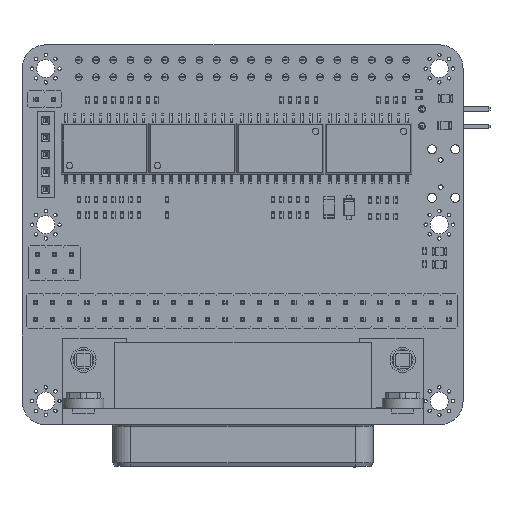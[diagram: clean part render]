
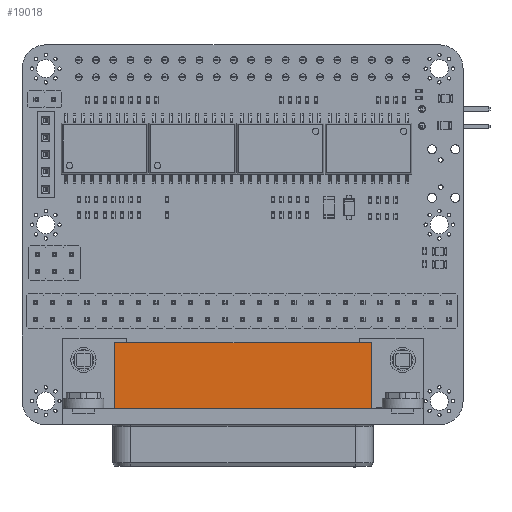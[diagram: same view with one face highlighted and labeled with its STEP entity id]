
A CAD part, top view. The second image highlights one B-rep face of the part: STEP entity #19018.
In plain terms, the highlighted face is planar.
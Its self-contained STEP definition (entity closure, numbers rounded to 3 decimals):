
#7854 = PLANE('',#7855);
#7855 = AXIS2_PLACEMENT_3D('',#7856,#7857,#7858);
#7856 = CARTESIAN_POINT('',(-26.543,-3.353,-8.484));
#7857 = DIRECTION('',(0.,0.,-1.));
#7858 = DIRECTION('',(0.,1.,0.));
#7882 = PLANE('',#7883);
#7883 = AXIS2_PLACEMENT_3D('',#7884,#7885,#7886);
#7884 = CARTESIAN_POINT('',(-18.923,0.,0.));
#7885 = DIRECTION('',(1.,0.,0.));
#7886 = DIRECTION('',(0.,0.,-1.));
#7938 = PLANE('',#7939);
#7939 = AXIS2_PLACEMENT_3D('',#7940,#7941,#7942);
#7940 = CARTESIAN_POINT('',(18.923,0.,0.));
#7941 = DIRECTION('',(1.,0.,0.));
#7942 = DIRECTION('',(0.,0.,-1.));
#14020 = VERTEX_POINT('',#14021);
#14021 = CARTESIAN_POINT('',(18.923,3.759,-8.484));
#14042 = EDGE_CURVE('',#14043,#14020,#14045,.T.);
#14043 = VERTEX_POINT('',#14044);
#14044 = CARTESIAN_POINT('',(-18.923,3.759,-8.484));
#14045 = SURFACE_CURVE('',#14046,(#14050,#14057),.PCURVE_S1.);
#14046 = LINE('',#14047,#14048);
#14047 = CARTESIAN_POINT('',(-18.923,3.759,-8.484));
#14048 = VECTOR('',#14049,1.);
#14049 = DIRECTION('',(1.,0.,0.));
#14050 = PCURVE('',#7854,#14051);
#14051 = DEFINITIONAL_REPRESENTATION('',(#14052),#14056);
#14052 = LINE('',#14053,#14054);
#14053 = CARTESIAN_POINT('',(7.112,7.62));
#14054 = VECTOR('',#14055,1.);
#14055 = DIRECTION('',(0.,1.));
#14056 = ( GEOMETRIC_REPRESENTATION_CONTEXT(2) 
PARAMETRIC_REPRESENTATION_CONTEXT() REPRESENTATION_CONTEXT('2D SPACE',''
  ) );
#14057 = PCURVE('',#14058,#14063);
#14058 = PLANE('',#14059);
#14059 = AXIS2_PLACEMENT_3D('',#14060,#14061,#14062);
#14060 = CARTESIAN_POINT('',(-18.923,3.759,-18.186));
#14061 = DIRECTION('',(0.,1.,0.));
#14062 = DIRECTION('',(0.,0.,1.));
#14063 = DEFINITIONAL_REPRESENTATION('',(#14064),#14068);
#14064 = LINE('',#14065,#14066);
#14065 = CARTESIAN_POINT('',(9.703,0.));
#14066 = VECTOR('',#14067,1.);
#14067 = DIRECTION('',(0.,1.));
#14068 = ( GEOMETRIC_REPRESENTATION_CONTEXT(2) 
PARAMETRIC_REPRESENTATION_CONTEXT() REPRESENTATION_CONTEXT('2D SPACE',''
  ) );
#18843 = VERTEX_POINT('',#18844);
#18844 = CARTESIAN_POINT('',(-18.923,3.759,-18.186));
#18858 = PLANE('',#18859);
#18859 = AXIS2_PLACEMENT_3D('',#18860,#18861,#18862);
#18860 = CARTESIAN_POINT('',(-18.923,1.626,-18.186));
#18861 = DIRECTION('',(0.,0.,-1.));
#18862 = DIRECTION('',(0.,1.,0.));
#18870 = EDGE_CURVE('',#18843,#14043,#18871,.T.);
#18871 = SURFACE_CURVE('',#18872,(#18876,#18883),.PCURVE_S1.);
#18872 = LINE('',#18873,#18874);
#18873 = CARTESIAN_POINT('',(-18.923,3.759,-18.186));
#18874 = VECTOR('',#18875,1.);
#18875 = DIRECTION('',(0.,0.,1.));
#18876 = PCURVE('',#7882,#18877);
#18877 = DEFINITIONAL_REPRESENTATION('',(#18878),#18882);
#18878 = LINE('',#18879,#18880);
#18879 = CARTESIAN_POINT('',(18.186,3.759));
#18880 = VECTOR('',#18881,1.);
#18881 = DIRECTION('',(-1.,0.));
#18882 = ( GEOMETRIC_REPRESENTATION_CONTEXT(2) 
PARAMETRIC_REPRESENTATION_CONTEXT() REPRESENTATION_CONTEXT('2D SPACE',''
  ) );
#18883 = PCURVE('',#14058,#18884);
#18884 = DEFINITIONAL_REPRESENTATION('',(#18885),#18889);
#18885 = LINE('',#18886,#18887);
#18886 = CARTESIAN_POINT('',(0.,0.));
#18887 = VECTOR('',#18888,1.);
#18888 = DIRECTION('',(1.,0.));
#18889 = ( GEOMETRIC_REPRESENTATION_CONTEXT(2) 
PARAMETRIC_REPRESENTATION_CONTEXT() REPRESENTATION_CONTEXT('2D SPACE',''
  ) );
#18974 = VERTEX_POINT('',#18975);
#18975 = CARTESIAN_POINT('',(18.923,3.759,-18.186));
#18996 = EDGE_CURVE('',#18974,#14020,#18997,.T.);
#18997 = SURFACE_CURVE('',#18998,(#19002,#19009),.PCURVE_S1.);
#18998 = LINE('',#18999,#19000);
#18999 = CARTESIAN_POINT('',(18.923,3.759,-18.186));
#19000 = VECTOR('',#19001,1.);
#19001 = DIRECTION('',(0.,0.,1.));
#19002 = PCURVE('',#7938,#19003);
#19003 = DEFINITIONAL_REPRESENTATION('',(#19004),#19008);
#19004 = LINE('',#19005,#19006);
#19005 = CARTESIAN_POINT('',(18.186,3.759));
#19006 = VECTOR('',#19007,1.);
#19007 = DIRECTION('',(-1.,0.));
#19008 = ( GEOMETRIC_REPRESENTATION_CONTEXT(2) 
PARAMETRIC_REPRESENTATION_CONTEXT() REPRESENTATION_CONTEXT('2D SPACE',''
  ) );
#19009 = PCURVE('',#14058,#19010);
#19010 = DEFINITIONAL_REPRESENTATION('',(#19011),#19015);
#19011 = LINE('',#19012,#19013);
#19012 = CARTESIAN_POINT('',(0.,37.846));
#19013 = VECTOR('',#19014,1.);
#19014 = DIRECTION('',(1.,0.));
#19015 = ( GEOMETRIC_REPRESENTATION_CONTEXT(2) 
PARAMETRIC_REPRESENTATION_CONTEXT() REPRESENTATION_CONTEXT('2D SPACE',''
  ) );
#19018 = ADVANCED_FACE('',(#19019),#14058,.T.);
#19019 = FACE_BOUND('',#19020,.F.);
#19020 = EDGE_LOOP('',(#19021,#19022,#19043,#19044));
#19021 = ORIENTED_EDGE('',*,*,#18870,.F.);
#19022 = ORIENTED_EDGE('',*,*,#19023,.T.);
#19023 = EDGE_CURVE('',#18843,#18974,#19024,.T.);
#19024 = SURFACE_CURVE('',#19025,(#19029,#19036),.PCURVE_S1.);
#19025 = LINE('',#19026,#19027);
#19026 = CARTESIAN_POINT('',(-18.923,3.759,-18.186));
#19027 = VECTOR('',#19028,1.);
#19028 = DIRECTION('',(1.,0.,0.));
#19029 = PCURVE('',#14058,#19030);
#19030 = DEFINITIONAL_REPRESENTATION('',(#19031),#19035);
#19031 = LINE('',#19032,#19033);
#19032 = CARTESIAN_POINT('',(0.,0.));
#19033 = VECTOR('',#19034,1.);
#19034 = DIRECTION('',(0.,1.));
#19035 = ( GEOMETRIC_REPRESENTATION_CONTEXT(2) 
PARAMETRIC_REPRESENTATION_CONTEXT() REPRESENTATION_CONTEXT('2D SPACE',''
  ) );
#19036 = PCURVE('',#18858,#19037);
#19037 = DEFINITIONAL_REPRESENTATION('',(#19038),#19042);
#19038 = LINE('',#19039,#19040);
#19039 = CARTESIAN_POINT('',(2.134,0.));
#19040 = VECTOR('',#19041,1.);
#19041 = DIRECTION('',(0.,1.));
#19042 = ( GEOMETRIC_REPRESENTATION_CONTEXT(2) 
PARAMETRIC_REPRESENTATION_CONTEXT() REPRESENTATION_CONTEXT('2D SPACE',''
  ) );
#19043 = ORIENTED_EDGE('',*,*,#18996,.T.);
#19044 = ORIENTED_EDGE('',*,*,#14042,.F.);
